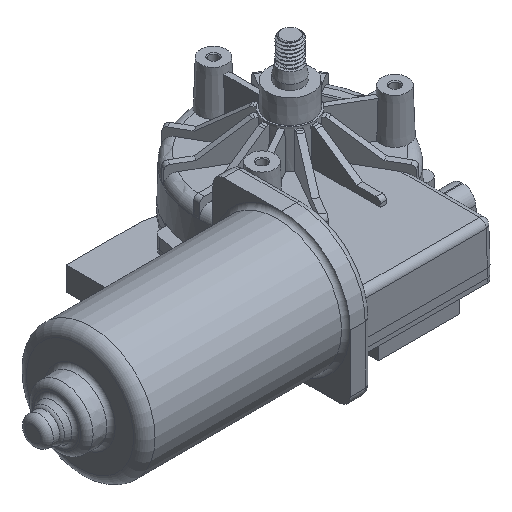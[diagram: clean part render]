
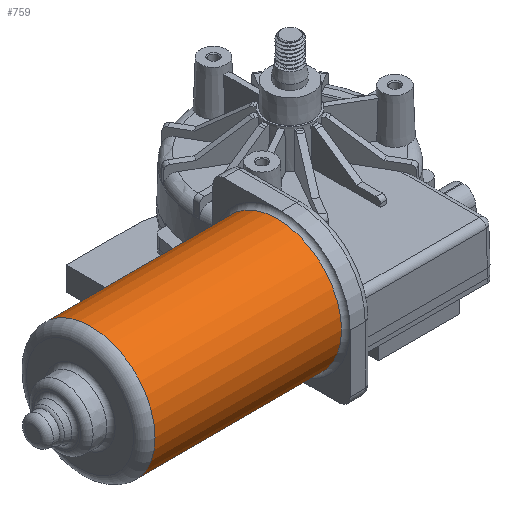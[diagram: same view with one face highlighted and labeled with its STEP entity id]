
A CAD part, isometric view. The second image highlights one B-rep face of the part: STEP entity #759.
In plain terms, the highlighted cylindrical face has radius 30 mm (diameter 60 mm), a full revolution.
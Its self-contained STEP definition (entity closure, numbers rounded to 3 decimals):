
#420=FACE_BOUND('',#1354,.T.);
#421=FACE_BOUND('',#1355,.T.);
#759=ADVANCED_FACE('',(#420,#421),#906,.T.);
#906=CYLINDRICAL_SURFACE('',#5271,30.);
#1354=EDGE_LOOP('',(#3104));
#1355=EDGE_LOOP('',(#3105));
#3104=ORIENTED_EDGE('',*,*,#4497,.T.);
#3105=ORIENTED_EDGE('',*,*,#4498,.T.);
#3896=VERTEX_POINT('',#8056);
#3897=VERTEX_POINT('',#8058);
#4497=EDGE_CURVE('',#3896,#3896,#4866,.T.);
#4498=EDGE_CURVE('',#3897,#3897,#4867,.T.);
#4866=CIRCLE('',#5269,30.);
#4867=CIRCLE('',#5270,30.);
#5269=AXIS2_PLACEMENT_3D('',#8055,#6309,#6310);
#5270=AXIS2_PLACEMENT_3D('',#8057,#6311,#6312);
#5271=AXIS2_PLACEMENT_3D('',#8059,#6313,#6314);
#6309=DIRECTION('',(1.,0.,0.));
#6310=DIRECTION('',(0.,0.,1.));
#6311=DIRECTION('',(-1.,0.,0.));
#6312=DIRECTION('',(0.,0.,1.));
#6313=DIRECTION('',(1.,0.,0.));
#6314=DIRECTION('',(0.,0.,-1.));
#8055=CARTESIAN_POINT('',(-138.,-45.,14.));
#8056=CARTESIAN_POINT('',(-138.,-45.,44.));
#8057=CARTESIAN_POINT('',(-51.,-45.,14.));
#8058=CARTESIAN_POINT('',(-51.,-45.,44.));
#8059=CARTESIAN_POINT('',(-143.,-45.,14.));
